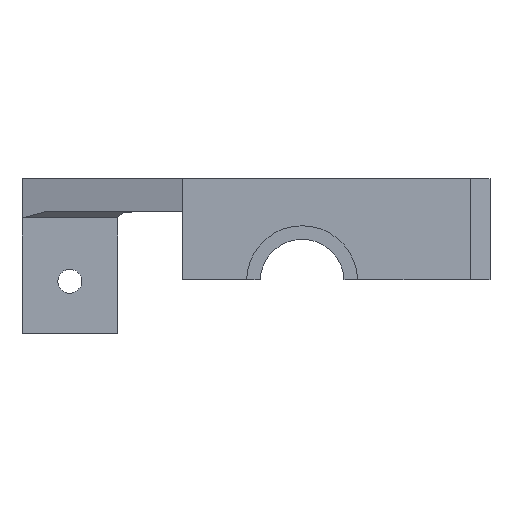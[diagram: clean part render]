
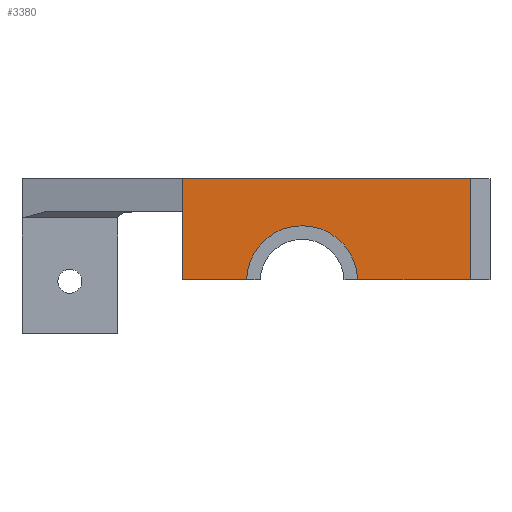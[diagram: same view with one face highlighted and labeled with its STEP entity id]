
A CAD part, front view. The second image highlights one B-rep face of the part: STEP entity #3380.
In plain terms, the highlighted planar face has unit normal (0, -1, 0).
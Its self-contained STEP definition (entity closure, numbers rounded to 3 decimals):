
#358 = CARTESIAN_POINT ( 'NONE',  ( 42.148, 0.2, -0.05 ) ) ;
#445 = CARTESIAN_POINT ( 'NONE',  ( 42.148, 0.2, 15.2 ) ) ;
#476 = CARTESIAN_POINT ( 'NONE',  ( -1., 0.2, 0. ) ) ;
#878 = DIRECTION ( 'NONE',  ( 0., 0., -1. ) ) ;
#904 = VERTEX_POINT ( 'NONE', #445 ) ;
#922 = ORIENTED_EDGE ( 'NONE', *, *, #4458, .F. ) ;
#954 = EDGE_LOOP ( 'NONE', ( #2641, #3078, #4000, #5852, #3037, #922, #6572 ) ) ;
#1411 = CARTESIAN_POINT ( 'NONE',  ( 35., 0.2, 30. ) ) ;
#1461 = CARTESIAN_POINT ( 'NONE',  ( 17.5, 0.2, 15. ) ) ;
#1732 = EDGE_CURVE ( 'NONE', #3291, #5399, #5768, .T. ) ;
#1769 = EDGE_CURVE ( 'NONE', #904, #1796, #4833, .T. ) ;
#1796 = VERTEX_POINT ( 'NONE', #5801 ) ;
#1978 = DIRECTION ( 'NONE',  ( 1., 0., 0. ) ) ;
#1996 = VECTOR ( 'NONE', #5306, 1000. ) ;
#2545 = DIRECTION ( 'NONE',  ( 1., 0., 0. ) ) ;
#2641 = ORIENTED_EDGE ( 'NONE', *, *, #3332, .T. ) ;
#2705 = DIRECTION ( 'NONE',  ( 0., 0., 1. ) ) ;
#2710 = CARTESIAN_POINT ( 'NONE',  ( 42.148, 0.2, 30. ) ) ;
#2726 = CARTESIAN_POINT ( 'NONE',  ( 9.372, 0.2, 15.2 ) ) ;
#2792 = VECTOR ( 'NONE', #878, 1000. ) ;
#3037 = ORIENTED_EDGE ( 'NONE', *, *, #1732, .T. ) ;
#3078 = ORIENTED_EDGE ( 'NONE', *, *, #1769, .F. ) ;
#3114 = LINE ( 'NONE', #358, #2792 ) ;
#3146 = VERTEX_POINT ( 'NONE', #4240 ) ;
#3291 = VERTEX_POINT ( 'NONE', #1411 ) ;
#3332 = EDGE_CURVE ( 'NONE', #4457, #1796, #5545, .T. ) ;
#3380 = ADVANCED_FACE ( 'NONE', ( #4149 ), #4065, .F. ) ;
#3561 = VERTEX_POINT ( 'NONE', #2710 ) ;
#3577 = EDGE_CURVE ( 'NONE', #3561, #3291, #6440, .T. ) ;
#3621 = AXIS2_PLACEMENT_3D ( 'NONE', #1461, #5028, #1978 ) ;
#3769 = DIRECTION ( 'NONE',  ( -1., 0., 0. ) ) ;
#3998 = EDGE_CURVE ( 'NONE', #3561, #904, #3114, .T. ) ;
#4000 = ORIENTED_EDGE ( 'NONE', *, *, #3998, .F. ) ;
#4065 = PLANE ( 'NONE',  #5974 ) ;
#4149 = FACE_OUTER_BOUND ( 'NONE', #954, .T. ) ;
#4240 = CARTESIAN_POINT ( 'NONE',  ( 0., 0.2, 15.2 ) ) ;
#4409 = CARTESIAN_POINT ( 'NONE',  ( 0., 0.2, 30. ) ) ;
#4457 = VERTEX_POINT ( 'NONE', #2726 ) ;
#4458 = EDGE_CURVE ( 'NONE', #3146, #5399, #4567, .T. ) ;
#4558 = VECTOR ( 'NONE', #2705, 1000. ) ;
#4567 = LINE ( 'NONE', #5253, #4558 ) ;
#4729 = LINE ( 'NONE', #4798, #1996 ) ;
#4798 = CARTESIAN_POINT ( 'NONE',  ( -0.5, 0.2, 15.2 ) ) ;
#4833 = LINE ( 'NONE', #6492, #4984 ) ;
#4984 = VECTOR ( 'NONE', #6381, 1000. ) ;
#5028 = DIRECTION ( 'NONE',  ( 0., 1., 0. ) ) ;
#5206 = VECTOR ( 'NONE', #6070, 1000. ) ;
#5253 = CARTESIAN_POINT ( 'NONE',  ( 0., 0.2, 7.5 ) ) ;
#5306 = DIRECTION ( 'NONE',  ( -1., 0., 0. ) ) ;
#5399 = VERTEX_POINT ( 'NONE', #4409 ) ;
#5545 = CIRCLE ( 'NONE', #3621, 8.13 ) ;
#5580 = DIRECTION ( 'NONE',  ( 0., 1., 0. ) ) ;
#5768 = LINE ( 'NONE', #6011, #5206 ) ;
#5801 = CARTESIAN_POINT ( 'NONE',  ( 25.628, 0.2, 15.2 ) ) ;
#5814 = EDGE_CURVE ( 'NONE', #4457, #3146, #4729, .T. ) ;
#5852 = ORIENTED_EDGE ( 'NONE', *, *, #3577, .T. ) ;
#5974 = AXIS2_PLACEMENT_3D ( 'NONE', #476, #5580, #2545 ) ;
#5975 = VECTOR ( 'NONE', #3769, 1000. ) ;
#6011 = CARTESIAN_POINT ( 'NONE',  ( -0.5, 0.2, 30. ) ) ;
#6070 = DIRECTION ( 'NONE',  ( -1., 0., 0. ) ) ;
#6271 = CARTESIAN_POINT ( 'NONE',  ( 17., 0.2, 30. ) ) ;
#6381 = DIRECTION ( 'NONE',  ( -1., 0., 0. ) ) ;
#6440 = LINE ( 'NONE', #6271, #5975 ) ;
#6492 = CARTESIAN_POINT ( 'NONE',  ( -0.5, 0.2, 15.2 ) ) ;
#6572 = ORIENTED_EDGE ( 'NONE', *, *, #5814, .F. ) ;
